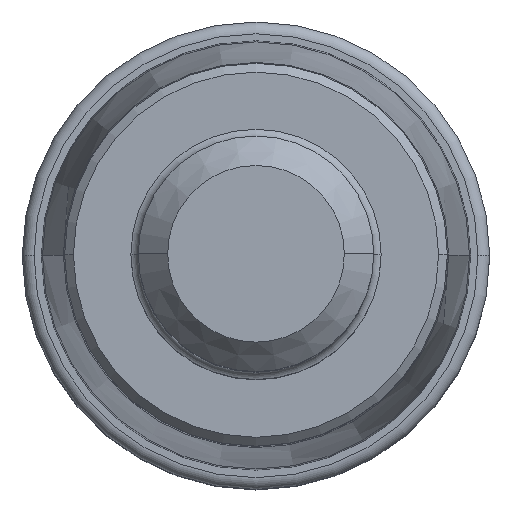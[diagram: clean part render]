
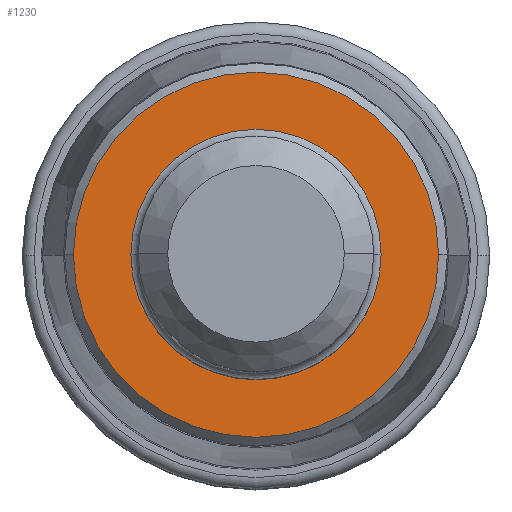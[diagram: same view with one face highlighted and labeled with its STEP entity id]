
A CAD part, top view. The second image highlights one B-rep face of the part: STEP entity #1230.
In plain terms, the highlighted planar face has unit normal (0, 0, 1).
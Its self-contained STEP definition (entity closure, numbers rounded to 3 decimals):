
#1085=PLANE('',#3755);
#1091=FACE_BOUND('',#1537,.T.);
#1092=FACE_BOUND('',#1538,.T.);
#1230=ADVANCED_FACE('',(#1091,#1092),#1085,.F.);
#1537=EDGE_LOOP('',(#2098,#2099));
#1538=EDGE_LOOP('',(#2100,#2101));
#2098=ORIENTED_EDGE('',*,*,#2604,.T.);
#2099=ORIENTED_EDGE('',*,*,#2607,.T.);
#2100=ORIENTED_EDGE('',*,*,#2608,.T.);
#2101=ORIENTED_EDGE('',*,*,#2609,.T.);
#2316=VERTEX_POINT('',#6464);
#2317=VERTEX_POINT('',#6465);
#2318=VERTEX_POINT('',#6472);
#2319=VERTEX_POINT('',#6473);
#2604=EDGE_CURVE('',#2316,#2317,#3011,.T.);
#2607=EDGE_CURVE('',#2317,#2316,#3012,.T.);
#2608=EDGE_CURVE('',#2318,#2319,#3013,.T.);
#2609=EDGE_CURVE('',#2319,#2318,#3014,.T.);
#3011=CIRCLE('',#3749,6.2);
#3012=CIRCLE('',#3751,6.2);
#3013=CIRCLE('',#3753,4.25);
#3014=CIRCLE('',#3754,4.25);
#3749=AXIS2_PLACEMENT_3D('',#6463,#4345,#4346);
#3751=AXIS2_PLACEMENT_3D('',#6469,#4351,#4352);
#3753=AXIS2_PLACEMENT_3D('',#6471,#4355,#4356);
#3754=AXIS2_PLACEMENT_3D('',#6474,#4357,#4358);
#3755=AXIS2_PLACEMENT_3D('',#6475,#4359,#4360);
#4345=DIRECTION('',(0.,0.,1.));
#4346=DIRECTION('',(1.,0.,0.));
#4351=DIRECTION('',(0.,0.,1.));
#4352=DIRECTION('',(-1.,0.,0.));
#4355=DIRECTION('',(0.,0.,-1.));
#4356=DIRECTION('',(1.,0.,0.));
#4357=DIRECTION('',(0.,0.,-1.));
#4358=DIRECTION('',(-1.,0.,0.));
#4359=DIRECTION('',(0.,0.,-1.));
#4360=DIRECTION('',(1.,0.,0.));
#6463=CARTESIAN_POINT('',(0.,0.,0.));
#6464=CARTESIAN_POINT('',(6.2,0.,0.));
#6465=CARTESIAN_POINT('',(-6.2,0.,0.));
#6469=CARTESIAN_POINT('',(0.,0.,0.));
#6471=CARTESIAN_POINT('',(0.,0.,0.));
#6472=CARTESIAN_POINT('',(4.25,0.,0.));
#6473=CARTESIAN_POINT('',(-4.25,0.,0.));
#6474=CARTESIAN_POINT('',(0.,0.,0.));
#6475=CARTESIAN_POINT('',(0.,0.,0.));
